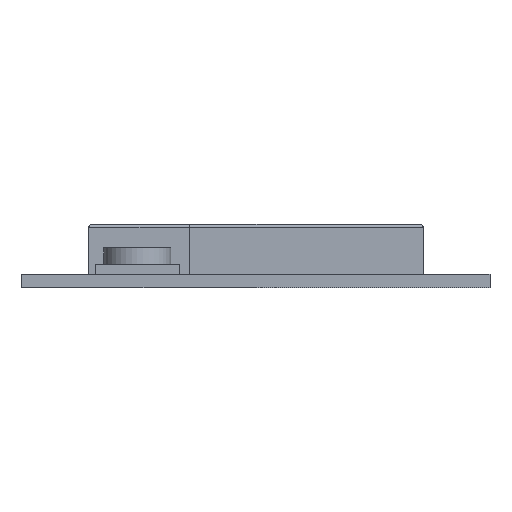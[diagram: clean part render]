
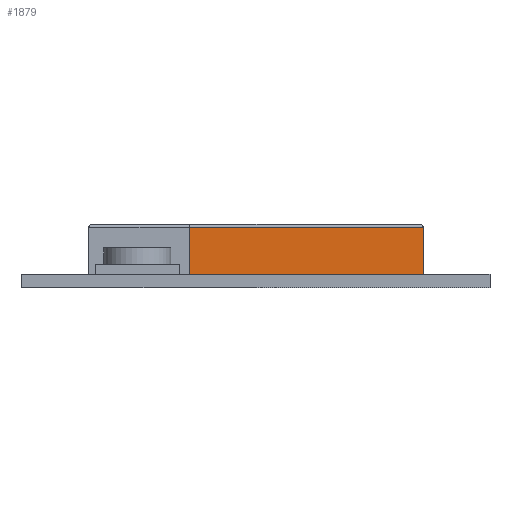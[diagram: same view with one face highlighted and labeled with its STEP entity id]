
A CAD part, front view. The second image highlights one B-rep face of the part: STEP entity #1879.
In plain terms, the highlighted planar face has unit normal (0, -1, 0).
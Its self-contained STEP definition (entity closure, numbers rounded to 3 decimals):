
#150 = VERTEX_POINT('',#151);
#151 = CARTESIAN_POINT('',(5.,-8.,0.4));
#157 = EDGE_CURVE('',#150,#158,#160,.T.);
#158 = VERTEX_POINT('',#159);
#159 = CARTESIAN_POINT('',(-2.,-8.,0.4));
#160 = LINE('',#161,#162);
#161 = CARTESIAN_POINT('',(5.,-8.,0.4));
#162 = VECTOR('',#163,1.);
#163 = DIRECTION('',(-1.,0.,0.));
#190 = VERTEX_POINT('',#191);
#191 = CARTESIAN_POINT('',(5.,-8.,1.82));
#197 = EDGE_CURVE('',#150,#190,#198,.T.);
#198 = LINE('',#199,#200);
#199 = CARTESIAN_POINT('',(5.,-8.,0.4));
#200 = VECTOR('',#201,1.);
#201 = DIRECTION('',(0.,0.,1.));
#1879 = ADVANCED_FACE('',(#1880),#1898,.T.);
#1880 = FACE_BOUND('',#1881,.T.);
#1881 = EDGE_LOOP('',(#1882,#1883,#1891,#1897));
#1882 = ORIENTED_EDGE('',*,*,#197,.T.);
#1883 = ORIENTED_EDGE('',*,*,#1884,.T.);
#1884 = EDGE_CURVE('',#190,#1885,#1887,.T.);
#1885 = VERTEX_POINT('',#1886);
#1886 = CARTESIAN_POINT('',(-2.,-8.,1.82));
#1887 = LINE('',#1888,#1889);
#1888 = CARTESIAN_POINT('',(5.,-8.,1.82));
#1889 = VECTOR('',#1890,1.);
#1890 = DIRECTION('',(-1.,0.,0.));
#1891 = ORIENTED_EDGE('',*,*,#1892,.F.);
#1892 = EDGE_CURVE('',#158,#1885,#1893,.T.);
#1893 = LINE('',#1894,#1895);
#1894 = CARTESIAN_POINT('',(-2.,-8.,0.4));
#1895 = VECTOR('',#1896,1.);
#1896 = DIRECTION('',(0.,0.,1.));
#1897 = ORIENTED_EDGE('',*,*,#157,.F.);
#1898 = PLANE('',#1899);
#1899 = AXIS2_PLACEMENT_3D('',#1900,#1901,#1902);
#1900 = CARTESIAN_POINT('',(5.,-8.,0.4));
#1901 = DIRECTION('',(0.,-1.,0.));
#1902 = DIRECTION('',(-1.,0.,0.));
